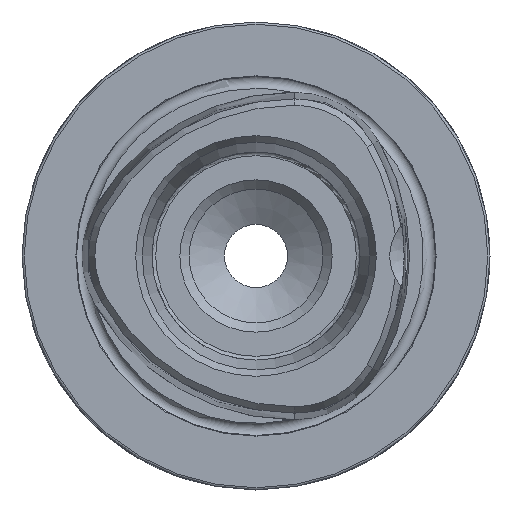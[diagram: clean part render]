
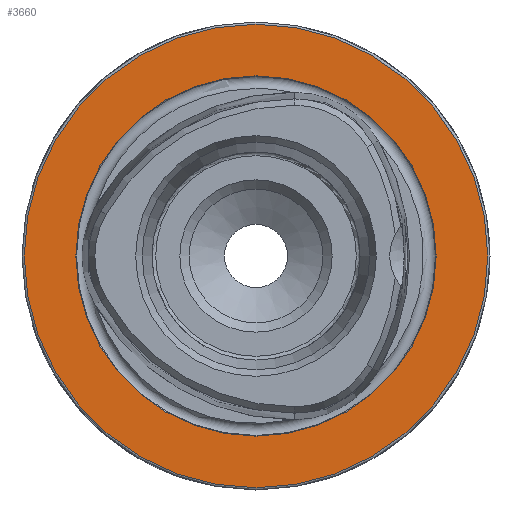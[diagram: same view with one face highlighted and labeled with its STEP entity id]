
A CAD part, left-side view. The second image highlights one B-rep face of the part: STEP entity #3660.
In plain terms, the highlighted planar face has unit normal (-1, 0, 0).
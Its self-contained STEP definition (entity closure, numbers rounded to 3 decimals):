
#52 = DIRECTION ( 'NONE',  ( 0., 0., 1. ) ) ;
#95 = FACE_OUTER_BOUND ( 'NONE', #2792, .T. ) ;
#999 = FACE_BOUND ( 'NONE', #4563, .T. ) ;
#1070 = CARTESIAN_POINT ( 'NONE',  ( 0., 0., 0. ) ) ;
#1213 = CARTESIAN_POINT ( 'NONE',  ( 0., 0., 0. ) ) ;
#1226 = DIRECTION ( 'NONE',  ( 0., 0., -1. ) ) ;
#1247 = EDGE_CURVE ( 'NONE', #4229, #4229, #4068, .T. ) ;
#1380 = CIRCLE ( 'NONE', #4261, 31.2 ) ;
#1462 = DIRECTION ( 'NONE',  ( -1., 0., 0. ) ) ;
#1610 = CARTESIAN_POINT ( 'NONE',  ( 0., 0., 24.25 ) ) ;
#2125 = AXIS2_PLACEMENT_3D ( 'NONE', #3357, #4007, #1226 ) ;
#2259 = DIRECTION ( 'NONE',  ( -1., 0., 0. ) ) ;
#2553 = EDGE_CURVE ( 'NONE', #3752, #3752, #1380, .T. ) ;
#2562 = ORIENTED_EDGE ( 'NONE', *, *, #1247, .F. ) ;
#2792 = EDGE_LOOP ( 'NONE', ( #3876 ) ) ;
#3357 = CARTESIAN_POINT ( 'NONE',  ( 0., 24.25, 0. ) ) ;
#3391 = CARTESIAN_POINT ( 'NONE',  ( 0., 0., 31.2 ) ) ;
#3553 = AXIS2_PLACEMENT_3D ( 'NONE', #1070, #1462, #4233 ) ;
#3660 = ADVANCED_FACE ( 'NONE', ( #999, #95 ), #3718, .F. ) ;
#3718 = PLANE ( 'NONE',  #2125 ) ;
#3752 = VERTEX_POINT ( 'NONE', #3391 ) ;
#3876 = ORIENTED_EDGE ( 'NONE', *, *, #2553, .T. ) ;
#4007 = DIRECTION ( 'NONE',  ( 1., 0., 0. ) ) ;
#4068 = CIRCLE ( 'NONE', #3553, 24.25 ) ;
#4229 = VERTEX_POINT ( 'NONE', #1610 ) ;
#4233 = DIRECTION ( 'NONE',  ( 0., 0., 1. ) ) ;
#4261 = AXIS2_PLACEMENT_3D ( 'NONE', #1213, #2259, #52 ) ;
#4563 = EDGE_LOOP ( 'NONE', ( #2562 ) ) ;
